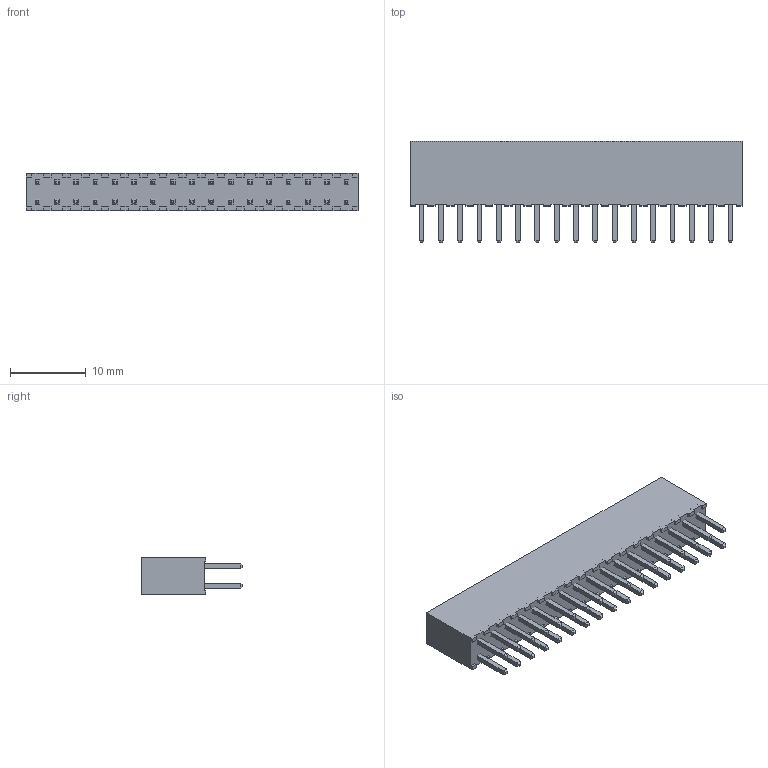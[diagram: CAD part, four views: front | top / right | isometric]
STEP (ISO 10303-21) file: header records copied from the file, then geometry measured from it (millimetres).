
FILE_DESCRIPTION(/* description */ (''),/* implementation_level */ '2;1');
FILE_NAME(/* name */ 'cn10_ipt_bddaf27c.STEP',/* time_stamp */ '2021-11-25T10:11:54-03:00',/* author */ ('Gabriel'),/* organization */ (''),/* preprocessor_version */ 'ST-DEVELOPER v18.1',/* originating_system */ 'Autodesk Inventor 2020',/* authorisation */ '');
FILE_SCHEMA (('AUTOMOTIVE_DESIGN { 1 0 10303 214 3 1 1 }'));
Length unit declared in the file: millimetre
Products named in the file (1): cn10
Bounding box: 43.69 x 13.34 x 4.95 mm (x, y, z)
Volume: 1763.8 mm3; surface area: 3184.9 mm2
Topology: 2 solids, 2 shells, 1002 faces, 2552 edges, 1656 vertices
Faces by surface type: plane 968, cylinder 34
Entity records: 29534 total; most frequent: CARTESIAN_POINT 5211, ORIENTED_EDGE 5104, DIRECTION 4626, EDGE_CURVE 2552, LINE 2484, VECTOR 2484, VERTEX_POINT 1656, EDGE_LOOP 1104
